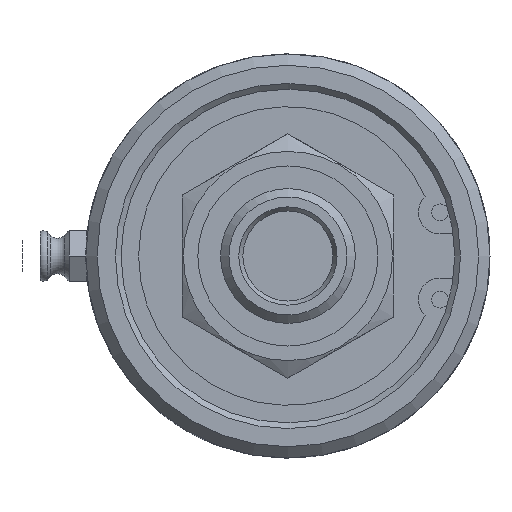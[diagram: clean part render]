
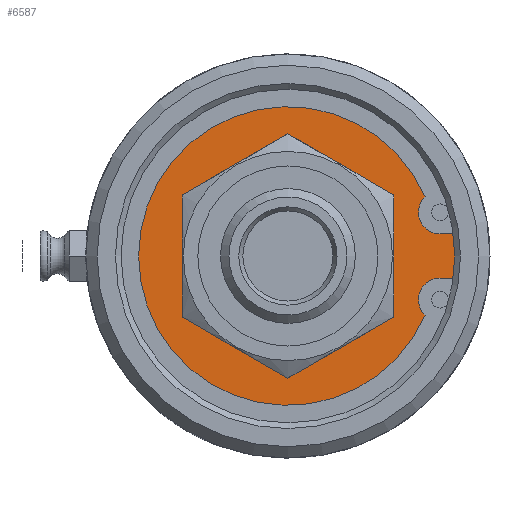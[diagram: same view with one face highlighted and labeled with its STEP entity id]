
A CAD part, left-side view. The second image highlights one B-rep face of the part: STEP entity #6587.
In plain terms, the highlighted planar face has unit normal (-1, 0, 0).
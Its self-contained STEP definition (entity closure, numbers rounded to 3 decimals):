
#105=FACE_BOUND('',#1848,.T.);
#564=LINE('',#14697,#920);
#569=LINE('',#14715,#925);
#920=VECTOR('',#7935,10.);
#925=VECTOR('',#7950,10.);
#1096=PLANE('',#7035);
#1435=FACE_OUTER_BOUND('',#1847,.T.);
#1847=EDGE_LOOP('',(#5869,#5870,#5871,#5872,#5873,#5874));
#1848=EDGE_LOOP('',(#5875,#5876));
#2383=CIRCLE('',#6913,13.9);
#2384=CIRCLE('',#6914,13.9);
#2393=CIRCLE('',#6929,3.048);
#2394=CIRCLE('',#6931,3.048);
#2395=CIRCLE('',#6933,21.057);
#2451=CIRCLE('',#7036,25.375);
#3004=VERTEX_POINT('',#14667);
#3005=VERTEX_POINT('',#14668);
#3015=VERTEX_POINT('',#14694);
#3016=VERTEX_POINT('',#14696);
#3020=VERTEX_POINT('',#14712);
#3021=VERTEX_POINT('',#14714);
#3022=VERTEX_POINT('',#14718);
#3023=VERTEX_POINT('',#14722);
#3894=EDGE_CURVE('',#3004,#3005,#2383,.T.);
#3895=EDGE_CURVE('',#3005,#3004,#2384,.T.);
#3907=EDGE_CURVE('',#3016,#3015,#564,.T.);
#3915=EDGE_CURVE('',#3021,#3020,#569,.T.);
#3917=EDGE_CURVE('',#3022,#3016,#2393,.T.);
#3919=EDGE_CURVE('',#3020,#3023,#2394,.T.);
#3921=EDGE_CURVE('',#3023,#3022,#2395,.T.);
#4021=EDGE_CURVE('',#3015,#3021,#2451,.T.);
#5869=ORIENTED_EDGE('',*,*,#3907,.T.);
#5870=ORIENTED_EDGE('',*,*,#4021,.T.);
#5871=ORIENTED_EDGE('',*,*,#3915,.T.);
#5872=ORIENTED_EDGE('',*,*,#3919,.T.);
#5873=ORIENTED_EDGE('',*,*,#3921,.T.);
#5874=ORIENTED_EDGE('',*,*,#3917,.T.);
#5875=ORIENTED_EDGE('',*,*,#3894,.T.);
#5876=ORIENTED_EDGE('',*,*,#3895,.T.);
#6587=ADVANCED_FACE('',(#1435,#105),#1096,.F.);
#6913=AXIS2_PLACEMENT_3D('',#14669,#7911,#7912);
#6914=AXIS2_PLACEMENT_3D('',#14670,#7913,#7914);
#6929=AXIS2_PLACEMENT_3D('',#14719,#7954,#7955);
#6931=AXIS2_PLACEMENT_3D('',#14723,#7959,#7960);
#6933=AXIS2_PLACEMENT_3D('',#14726,#7964,#7965);
#7035=AXIS2_PLACEMENT_3D('',#14947,#8210,#8211);
#7036=AXIS2_PLACEMENT_3D('',#14948,#8212,#8213);
#7911=DIRECTION('center_axis',(1.,0.,0.));
#7912=DIRECTION('ref_axis',(0.,1.,0.));
#7913=DIRECTION('center_axis',(1.,0.,0.));
#7914=DIRECTION('ref_axis',(0.,1.,0.));
#7935=DIRECTION('',(0.,-1.,0.));
#7950=DIRECTION('',(0.,1.,0.));
#7954=DIRECTION('center_axis',(1.,0.,0.));
#7955=DIRECTION('ref_axis',(0.,0.,1.));
#7959=DIRECTION('center_axis',(1.,0.,0.));
#7960=DIRECTION('ref_axis',(0.,-0.961,0.276));
#7964=DIRECTION('center_axis',(-1.,0.,0.));
#7965=DIRECTION('ref_axis',(0.,0.,-1.));
#8210=DIRECTION('center_axis',(1.,0.,0.));
#8211=DIRECTION('ref_axis',(0.,0.,-1.));
#8212=DIRECTION('center_axis',(-1.,0.,0.));
#8213=DIRECTION('ref_axis',(0.,1.,0.));
#14667=CARTESIAN_POINT('',(3.978,13.9,0.));
#14668=CARTESIAN_POINT('',(3.978,-13.9,0.));
#14669=CARTESIAN_POINT('Origin',(3.978,0.,0.));
#14670=CARTESIAN_POINT('Origin',(3.978,0.,0.));
#14694=CARTESIAN_POINT('',(3.978,-25.184,-3.112));
#14696=CARTESIAN_POINT('',(3.978,-21.461,-3.112));
#14697=CARTESIAN_POINT('',(3.978,-3.137,-3.112));
#14712=CARTESIAN_POINT('',(3.978,-21.461,3.112));
#14714=CARTESIAN_POINT('',(3.978,-25.184,3.112));
#14715=CARTESIAN_POINT('',(3.978,-1.275,3.112));
#14718=CARTESIAN_POINT('',(3.978,-19.334,-8.343));
#14719=CARTESIAN_POINT('Origin',(3.978,-21.461,-6.16));
#14722=CARTESIAN_POINT('',(3.978,-19.334,8.343));
#14723=CARTESIAN_POINT('Origin',(3.978,-21.461,6.16));
#14726=CARTESIAN_POINT('Origin',(3.978,0.,0.));
#14947=CARTESIAN_POINT('Origin',(3.978,18.91,0.));
#14948=CARTESIAN_POINT('Origin',(3.978,0.,0.));
